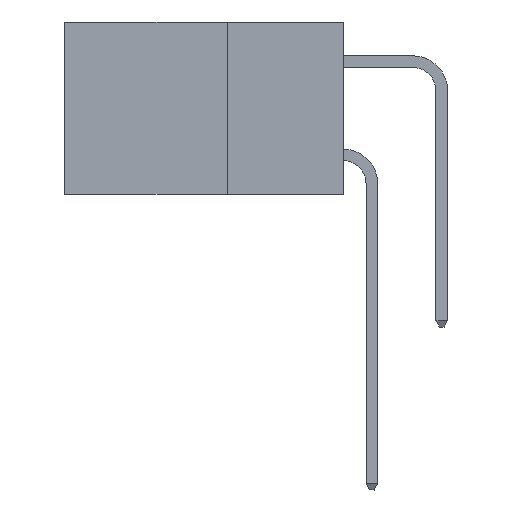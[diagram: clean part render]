
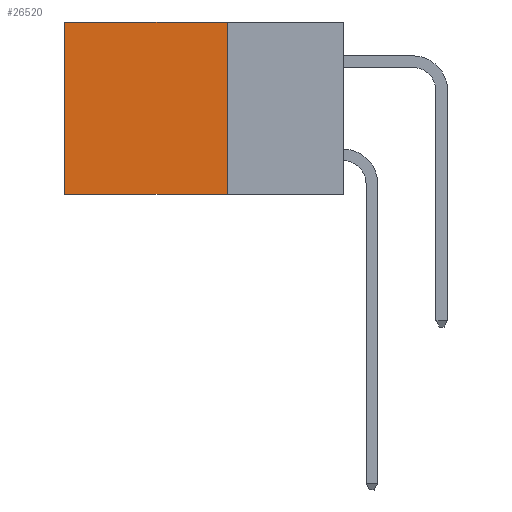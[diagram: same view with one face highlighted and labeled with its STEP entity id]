
A CAD part, left-side view. The second image highlights one B-rep face of the part: STEP entity #26520.
In plain terms, the highlighted planar face has unit normal (-1, 0, 0).
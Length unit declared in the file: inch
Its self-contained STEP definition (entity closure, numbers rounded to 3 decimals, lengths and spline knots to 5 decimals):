
#35 = EDGE_CURVE ( 'NONE', #3743, #6113, #27193, .T. ) ;
#884 = VECTOR ( 'NONE', #1610, 39.37008 ) ;
#1610 = DIRECTION ( 'NONE',  ( 0., 0., -1. ) ) ;
#2065 = CARTESIAN_POINT ( 'NONE',  ( 0.298, 0.6, 0. ) ) ;
#3743 = VERTEX_POINT ( 'NONE', #21027 ) ;
#6113 = VERTEX_POINT ( 'NONE', #27257 ) ;
#6718 = CARTESIAN_POINT ( 'NONE',  ( 0.298, 0.25, 0. ) ) ;
#6835 = EDGE_CURVE ( 'NONE', #12772, #3743, #30219, .T. ) ;
#6861 = EDGE_CURVE ( 'NONE', #20746, #6113, #28184, .T. ) ;
#8343 = DIRECTION ( 'NONE',  ( 0., 1., 0. ) ) ;
#9580 = CARTESIAN_POINT ( 'NONE',  ( 0.298, 0.6, 0. ) ) ;
#9777 = DIRECTION ( 'NONE',  ( 0., 0., -1. ) ) ;
#10698 = ORIENTED_EDGE ( 'NONE', *, *, #25863, .T. ) ;
#12772 = VERTEX_POINT ( 'NONE', #29025 ) ;
#14649 = PLANE ( 'NONE',  #15476 ) ;
#15253 = FACE_OUTER_BOUND ( 'NONE', #22453, .T. ) ;
#15476 = AXIS2_PLACEMENT_3D ( 'NONE', #25135, #17732, #17621 ) ;
#17621 = DIRECTION ( 'NONE',  ( 0., 0., -1. ) ) ;
#17732 = DIRECTION ( 'NONE',  ( 1., 0., 0. ) ) ;
#18214 = DIRECTION ( 'NONE',  ( 0., 1., 0. ) ) ;
#18601 = VECTOR ( 'NONE', #18214, 39.37008 ) ;
#19034 = ORIENTED_EDGE ( 'NONE', *, *, #6861, .T. ) ;
#20746 = VERTEX_POINT ( 'NONE', #9580 ) ;
#21027 = CARTESIAN_POINT ( 'NONE',  ( 0.298, 0.25, -0.37 ) ) ;
#22453 = EDGE_LOOP ( 'NONE', ( #19034, #22885, #25989, #10698 ) ) ;
#22885 = ORIENTED_EDGE ( 'NONE', *, *, #35, .F. ) ;
#25135 = CARTESIAN_POINT ( 'NONE',  ( 0.298, 0.25, 0. ) ) ;
#25863 = EDGE_CURVE ( 'NONE', #12772, #20746, #30760, .T. ) ;
#25989 = ORIENTED_EDGE ( 'NONE', *, *, #6835, .F. ) ;
#26520 = ADVANCED_FACE ( 'NONE', ( #15253 ), #14649, .F. ) ;
#27193 = LINE ( 'NONE', #31231, #18601 ) ;
#27257 = CARTESIAN_POINT ( 'NONE',  ( 0.298, 0.6, -0.37 ) ) ;
#28184 = LINE ( 'NONE', #2065, #32640 ) ;
#29025 = CARTESIAN_POINT ( 'NONE',  ( 0.298, 0.25, 0. ) ) ;
#29954 = VECTOR ( 'NONE', #8343, 39.37008 ) ;
#30219 = LINE ( 'NONE', #6718, #884 ) ;
#30760 = LINE ( 'NONE', #32042, #29954 ) ;
#31231 = CARTESIAN_POINT ( 'NONE',  ( 0.298, 0.25, -0.37 ) ) ;
#32042 = CARTESIAN_POINT ( 'NONE',  ( 0.298, 0.25, 0. ) ) ;
#32640 = VECTOR ( 'NONE', #9777, 39.37008 ) ;
